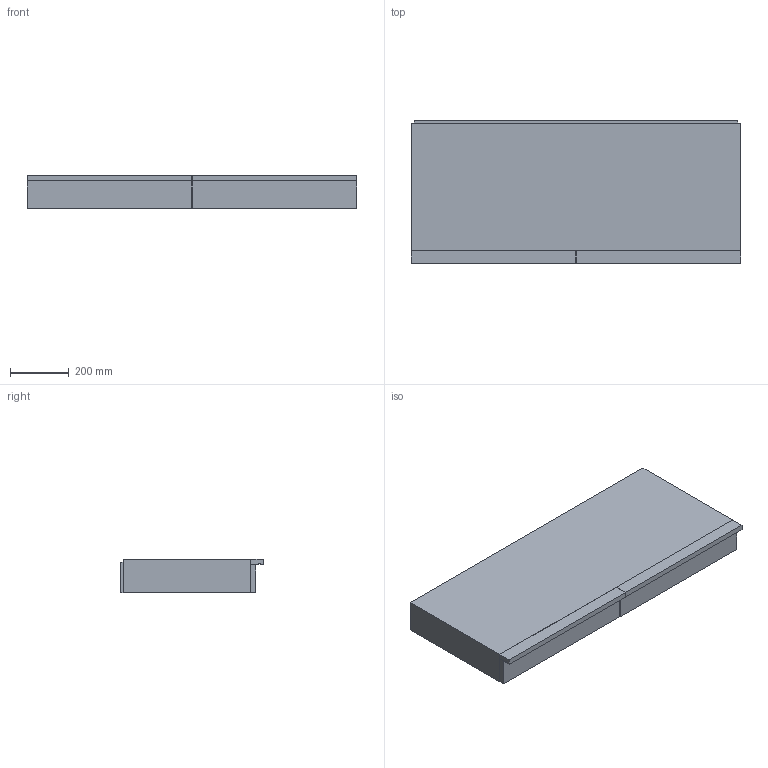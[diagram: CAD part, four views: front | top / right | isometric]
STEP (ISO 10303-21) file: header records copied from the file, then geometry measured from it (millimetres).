
FILE_DESCRIPTION(/* description */ (''),/* implementation_level */ '2;1');
FILE_NAME(/* name */ 'Wall_Drawer_CB-32SL_3D',/* time_stamp */ '2023-10-06T13:51:46+02:00',/* author */ (''),/* organization */ (''),/* preprocessor_version */ 'ST-DEVELOPER v16.5',/* originating_system */ 'Rhino 7.31',/* authorisation */ '');
FILE_SCHEMA (('AUTOMOTIVE_DESIGN'));
Length unit declared in the file: centimetre
Products named in the file (2): Document; Wall_Drawer_CB-32SL
Assembly tree (1 placements, depth 2):
  Document
    Wall_Drawer_CB-32SL
Bounding box: 1120 x 486 x 114 mm (x, y, z)
Surface area: 4249951.1 mm2 (no closed solid volume)
Topology: 0 solids, 204 shells, 204 faces, 896 edges, 896 vertices
Faces by surface type: plane 194, cylinder 10
Entity records: 9999 total; most frequent: CARTESIAN_POINT 2952, ORIENTED_EDGE 896, EDGE_CURVE 896, VERTEX_POINT 896, B_SPLINE_CURVE_WITH_KNOTS 836, DIRECTION 212, EDGE_LOOP 208, AXIS2_PLACEMENT_3D 208
